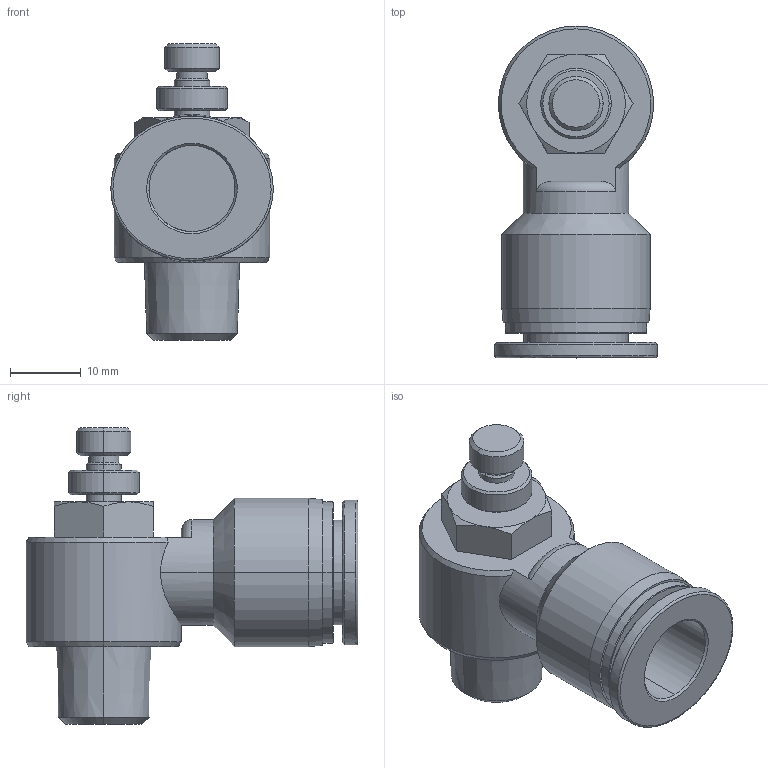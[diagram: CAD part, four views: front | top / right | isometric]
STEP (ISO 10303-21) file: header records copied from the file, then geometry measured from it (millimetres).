
FILE_DESCRIPTION((''),'2;1');
FILE_NAME('NSE1202-mdt.stp','2017-07-22T08:52:37',(''),(''),'Mechanical Desktop 2009','Mechanical Desktop 2009',', , ');
FILE_SCHEMA(('CONFIG_CONTROL_DESIGN'));
Length unit declared in the file: millimetre
Products named in the file (8): NSE1202-MDTA; NSE1202-MDT; NSE; COLLAR-04L; R01; R02; R03; COLLAR-12L
Assembly tree (11 placements, depth 3):
  NSE1202-MDTA
    NSE1202-MDT
    NSE  x4
      COLLAR-04L
      R01
    R02  x2
    R03
    COLLAR-12L
Bounding box: 23 x 47 x 42 mm (x, y, z)
Volume: 13561.4 mm3; surface area: 5901.1 mm2
Topology: 1 solids, 1 shells, 78 faces, 167 edges, 102 vertices
Faces by surface type: cone 27, cylinder 22, plane 21, bspline 5, torus 3
Entity records: 3374 total; most frequent: CARTESIAN_POINT 1492, DIRECTION 385, ORIENTED_EDGE 334, EDGE_CURVE 167, AXIS2_PLACEMENT_3D 163, VERTEX_POINT 102, EDGE_LOOP 89, CIRCLE 78
